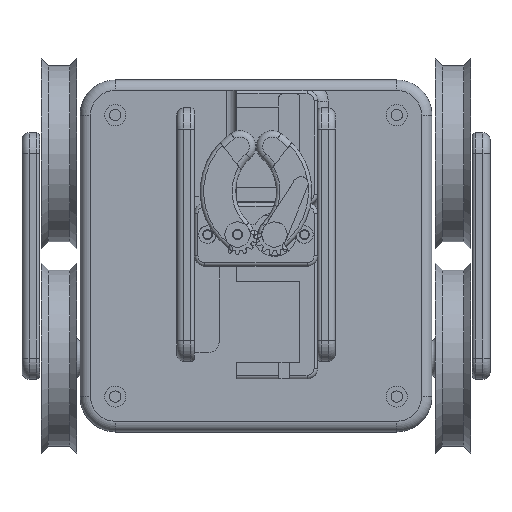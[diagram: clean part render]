
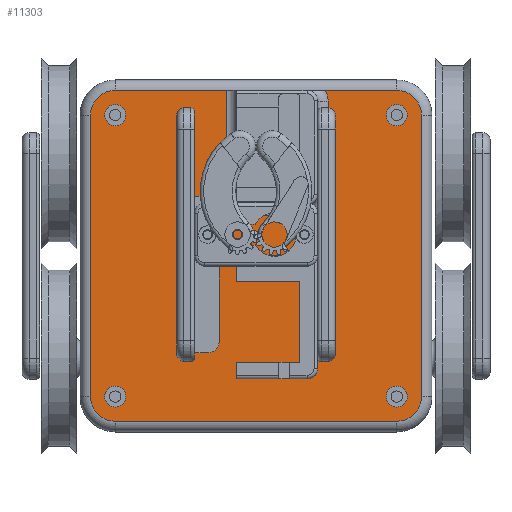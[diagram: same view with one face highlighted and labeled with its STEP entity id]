
A CAD part, top view. The second image highlights one B-rep face of the part: STEP entity #11303.
In plain terms, the highlighted planar face has unit normal (0, 0, 1).
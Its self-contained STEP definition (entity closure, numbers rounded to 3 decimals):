
#366=FACE_BOUND('',#1792,.T.);
#367=FACE_BOUND('',#1793,.T.);
#368=FACE_BOUND('',#1794,.T.);
#369=FACE_BOUND('',#1795,.T.);
#370=FACE_BOUND('',#1796,.T.);
#535=PLANE('',#12457);
#1052=FACE_OUTER_BOUND('',#1791,.T.);
#1791=EDGE_LOOP('',(#8619,#8620,#8621,#8622,#8623,#8624,#8625,#8626,#8627,
#8628,#8629,#8630,#8631,#8632));
#1792=EDGE_LOOP('',(#8633,#8634,#8635,#8636,#8637,#8638,#8639,#8640));
#1793=EDGE_LOOP('',(#8641));
#1794=EDGE_LOOP('',(#8642));
#1795=EDGE_LOOP('',(#8643));
#1796=EDGE_LOOP('',(#8644));
#2538=LINE('',#18112,#3346);
#2542=LINE('',#18120,#3350);
#2574=LINE('',#18222,#3382);
#2611=LINE('',#18331,#3419);
#2613=LINE('',#18337,#3421);
#2615=LINE('',#18340,#3423);
#2629=LINE('',#18414,#3437);
#2632=LINE('',#18422,#3440);
#2635=LINE('',#18430,#3443);
#2638=LINE('',#18438,#3446);
#2640=LINE('',#18444,#3448);
#2643=LINE('',#18452,#3451);
#3346=VECTOR('',#14434,10.);
#3350=VECTOR('',#14442,10.);
#3382=VECTOR('',#14540,10.);
#3419=VECTOR('',#14661,10.);
#3421=VECTOR('',#14669,10.);
#3423=VECTOR('',#14671,10.);
#3437=VECTOR('',#14753,10.);
#3440=VECTOR('',#14762,10.);
#3443=VECTOR('',#14771,10.);
#3446=VECTOR('',#14780,10.);
#3448=VECTOR('',#14788,10.);
#3451=VECTOR('',#14797,10.);
#4083=CIRCLE('',#12322,6.);
#4087=CIRCLE('',#12330,6.);
#4117=CIRCLE('',#12401,7.);
#4118=CIRCLE('',#12404,7.);
#4135=CIRCLE('',#12432,3.);
#4136=CIRCLE('',#12434,3.);
#4137=CIRCLE('',#12436,3.);
#4138=CIRCLE('',#12438,3.);
#4139=CIRCLE('',#12441,3.);
#4140=CIRCLE('',#12444,6.);
#4141=CIRCLE('',#12447,6.);
#4142=CIRCLE('',#12450,3.);
#4143=CIRCLE('',#12453,7.);
#4144=CIRCLE('',#12456,7.);
#4937=VERTEX_POINT('',#18103);
#4938=VERTEX_POINT('',#18105);
#4940=VERTEX_POINT('',#18110);
#4941=VERTEX_POINT('',#18115);
#4943=VERTEX_POINT('',#18122);
#4969=VERTEX_POINT('',#18220);
#4997=VERTEX_POINT('',#18323);
#4998=VERTEX_POINT('',#18325);
#4999=VERTEX_POINT('',#18329);
#5000=VERTEX_POINT('',#18333);
#5001=VERTEX_POINT('',#18338);
#5022=VERTEX_POINT('',#18395);
#5023=VERTEX_POINT('',#18399);
#5024=VERTEX_POINT('',#18403);
#5025=VERTEX_POINT('',#18407);
#5026=VERTEX_POINT('',#18411);
#5027=VERTEX_POINT('',#18413);
#5028=VERTEX_POINT('',#18417);
#5029=VERTEX_POINT('',#18421);
#5030=VERTEX_POINT('',#18425);
#5031=VERTEX_POINT('',#18429);
#5032=VERTEX_POINT('',#18433);
#5033=VERTEX_POINT('',#18437);
#5034=VERTEX_POINT('',#18443);
#5035=VERTEX_POINT('',#18447);
#5036=VERTEX_POINT('',#18451);
#6159=EDGE_CURVE('',#4937,#4938,#4083,.T.);
#6162=EDGE_CURVE('',#4940,#4937,#2538,.T.);
#6167=EDGE_CURVE('',#4938,#4941,#2542,.T.);
#6170=EDGE_CURVE('',#4941,#4943,#4087,.T.);
#6215=EDGE_CURVE('',#4969,#4940,#2574,.T.);
#6266=EDGE_CURVE('',#4998,#4997,#4117,.T.);
#6269=EDGE_CURVE('',#4997,#4999,#2611,.T.);
#6271=EDGE_CURVE('',#4999,#5000,#4118,.T.);
#6272=EDGE_CURVE('',#5000,#4943,#2613,.T.);
#6274=EDGE_CURVE('',#4969,#5001,#2615,.T.);
#6299=EDGE_CURVE('',#5022,#5022,#4135,.T.);
#6301=EDGE_CURVE('',#5023,#5023,#4136,.T.);
#6303=EDGE_CURVE('',#5024,#5024,#4137,.T.);
#6305=EDGE_CURVE('',#5025,#5025,#4138,.T.);
#6308=EDGE_CURVE('',#5027,#5026,#2629,.T.);
#6310=EDGE_CURVE('',#5028,#5027,#4139,.T.);
#6312=EDGE_CURVE('',#5029,#5028,#2632,.T.);
#6314=EDGE_CURVE('',#5030,#5029,#4140,.T.);
#6316=EDGE_CURVE('',#5031,#5030,#2635,.T.);
#6318=EDGE_CURVE('',#5032,#5031,#4141,.T.);
#6320=EDGE_CURVE('',#5033,#5032,#2638,.T.);
#6322=EDGE_CURVE('',#5026,#5033,#4142,.T.);
#6323=EDGE_CURVE('',#5034,#4998,#2640,.T.);
#6325=EDGE_CURVE('',#5035,#5034,#4143,.T.);
#6327=EDGE_CURVE('',#5036,#5035,#2643,.T.);
#6329=EDGE_CURVE('',#5001,#5036,#4144,.T.);
#8619=ORIENTED_EDGE('',*,*,#6215,.F.);
#8620=ORIENTED_EDGE('',*,*,#6274,.T.);
#8621=ORIENTED_EDGE('',*,*,#6329,.T.);
#8622=ORIENTED_EDGE('',*,*,#6327,.T.);
#8623=ORIENTED_EDGE('',*,*,#6325,.T.);
#8624=ORIENTED_EDGE('',*,*,#6323,.T.);
#8625=ORIENTED_EDGE('',*,*,#6266,.T.);
#8626=ORIENTED_EDGE('',*,*,#6269,.T.);
#8627=ORIENTED_EDGE('',*,*,#6271,.T.);
#8628=ORIENTED_EDGE('',*,*,#6272,.T.);
#8629=ORIENTED_EDGE('',*,*,#6170,.F.);
#8630=ORIENTED_EDGE('',*,*,#6167,.F.);
#8631=ORIENTED_EDGE('',*,*,#6159,.F.);
#8632=ORIENTED_EDGE('',*,*,#6162,.F.);
#8633=ORIENTED_EDGE('',*,*,#6322,.T.);
#8634=ORIENTED_EDGE('',*,*,#6320,.T.);
#8635=ORIENTED_EDGE('',*,*,#6318,.T.);
#8636=ORIENTED_EDGE('',*,*,#6316,.T.);
#8637=ORIENTED_EDGE('',*,*,#6314,.T.);
#8638=ORIENTED_EDGE('',*,*,#6312,.T.);
#8639=ORIENTED_EDGE('',*,*,#6310,.T.);
#8640=ORIENTED_EDGE('',*,*,#6308,.T.);
#8641=ORIENTED_EDGE('',*,*,#6305,.T.);
#8642=ORIENTED_EDGE('',*,*,#6303,.T.);
#8643=ORIENTED_EDGE('',*,*,#6301,.T.);
#8644=ORIENTED_EDGE('',*,*,#6299,.T.);
#11303=ADVANCED_FACE('',(#1052,#366,#367,#368,#369,#370),#535,.T.);
#12322=AXIS2_PLACEMENT_3D('',#18106,#14426,#14427);
#12330=AXIS2_PLACEMENT_3D('',#18135,#14447,#14448);
#12401=AXIS2_PLACEMENT_3D('',#18326,#14655,#14656);
#12404=AXIS2_PLACEMENT_3D('',#18335,#14665,#14666);
#12432=AXIS2_PLACEMENT_3D('',#18396,#14732,#14733);
#12434=AXIS2_PLACEMENT_3D('',#18400,#14737,#14738);
#12436=AXIS2_PLACEMENT_3D('',#18404,#14742,#14743);
#12438=AXIS2_PLACEMENT_3D('',#18408,#14747,#14748);
#12441=AXIS2_PLACEMENT_3D('',#18418,#14757,#14758);
#12444=AXIS2_PLACEMENT_3D('',#18426,#14766,#14767);
#12447=AXIS2_PLACEMENT_3D('',#18434,#14775,#14776);
#12450=AXIS2_PLACEMENT_3D('',#18441,#14784,#14785);
#12453=AXIS2_PLACEMENT_3D('',#18448,#14792,#14793);
#12456=AXIS2_PLACEMENT_3D('',#18455,#14801,#14802);
#12457=AXIS2_PLACEMENT_3D('',#18456,#14803,#14804);
#14426=DIRECTION('center_axis',(0.,0.,1.));
#14427=DIRECTION('ref_axis',(0.707,-0.707,0.));
#14434=DIRECTION('',(1.,0.,0.));
#14442=DIRECTION('',(0.,1.,0.));
#14447=DIRECTION('center_axis',(0.,0.,1.));
#14448=DIRECTION('ref_axis',(0.707,0.707,0.));
#14540=DIRECTION('',(0.,-1.,0.));
#14655=DIRECTION('center_axis',(0.,0.,1.));
#14656=DIRECTION('ref_axis',(0.,-1.,0.));
#14661=DIRECTION('',(0.,1.,0.));
#14665=DIRECTION('center_axis',(0.,0.,1.));
#14666=DIRECTION('ref_axis',(1.,0.,0.));
#14669=DIRECTION('',(-1.,0.,0.));
#14671=DIRECTION('',(-1.,0.,0.));
#14732=DIRECTION('center_axis',(0.,0.,-1.));
#14733=DIRECTION('ref_axis',(-1.,0.,0.));
#14737=DIRECTION('center_axis',(0.,0.,-1.));
#14738=DIRECTION('ref_axis',(-1.,0.,0.));
#14742=DIRECTION('center_axis',(0.,0.,-1.));
#14743=DIRECTION('ref_axis',(-1.,0.,0.));
#14747=DIRECTION('center_axis',(0.,0.,-1.));
#14748=DIRECTION('ref_axis',(-1.,0.,0.));
#14753=DIRECTION('',(0.,-1.,0.));
#14757=DIRECTION('center_axis',(0.,0.,-1.));
#14758=DIRECTION('ref_axis',(1.,0.,0.));
#14762=DIRECTION('',(1.,0.,0.));
#14766=DIRECTION('center_axis',(0.,0.,-1.));
#14767=DIRECTION('ref_axis',(0.,1.,0.));
#14771=DIRECTION('',(0.,1.,0.));
#14775=DIRECTION('center_axis',(0.,0.,-1.));
#14776=DIRECTION('ref_axis',(-1.,0.,0.));
#14780=DIRECTION('',(-1.,0.,0.));
#14784=DIRECTION('center_axis',(0.,0.,-1.));
#14785=DIRECTION('ref_axis',(0.,-1.,0.));
#14788=DIRECTION('',(1.,0.,0.));
#14792=DIRECTION('center_axis',(0.,0.,1.));
#14793=DIRECTION('ref_axis',(-1.,0.,0.));
#14797=DIRECTION('',(0.,-1.,0.));
#14801=DIRECTION('center_axis',(0.,0.,1.));
#14802=DIRECTION('ref_axis',(0.,1.,0.));
#14803=DIRECTION('center_axis',(0.,0.,1.));
#14804=DIRECTION('ref_axis',(-1.,0.,0.));
#18103=CARTESIAN_POINT('',(14.5,11.5,40.));
#18105=CARTESIAN_POINT('',(20.5,17.5,40.));
#18106=CARTESIAN_POINT('Origin',(14.5,17.5,40.));
#18110=CARTESIAN_POINT('',(-8.5,11.5,40.));
#18112=CARTESIAN_POINT('',(8.75,11.5,40.));
#18115=CARTESIAN_POINT('',(20.5,44.,40.));
#18120=CARTESIAN_POINT('',(20.5,15.375,40.));
#18122=CARTESIAN_POINT('',(19.696,47.,40.));
#18135=CARTESIAN_POINT('Origin',(14.5,44.,40.));
#18220=CARTESIAN_POINT('',(-8.5,47.,40.));
#18222=CARTESIAN_POINT('',(-8.5,15.375,40.));
#18323=CARTESIAN_POINT('',(47.,-40.,40.));
#18325=CARTESIAN_POINT('',(40.,-47.,40.));
#18326=CARTESIAN_POINT('Origin',(40.,-40.,40.));
#18329=CARTESIAN_POINT('',(47.,40.,40.));
#18331=CARTESIAN_POINT('',(47.,40.,40.));
#18333=CARTESIAN_POINT('',(40.,47.,40.));
#18335=CARTESIAN_POINT('Origin',(40.,40.,40.));
#18337=CARTESIAN_POINT('',(-40.,47.,40.));
#18338=CARTESIAN_POINT('',(-40.,47.,40.));
#18340=CARTESIAN_POINT('',(-40.,47.,40.));
#18395=CARTESIAN_POINT('',(-37.,-40.,40.));
#18396=CARTESIAN_POINT('Origin',(-40.,-40.,40.));
#18399=CARTESIAN_POINT('',(-37.,40.,40.));
#18400=CARTESIAN_POINT('Origin',(-40.,40.,40.));
#18403=CARTESIAN_POINT('',(43.,40.,40.));
#18404=CARTESIAN_POINT('Origin',(40.,40.,40.));
#18407=CARTESIAN_POINT('',(43.,-40.,40.));
#18408=CARTESIAN_POINT('Origin',(40.,-40.,40.));
#18411=CARTESIAN_POINT('',(-10.5,-24.5,40.));
#18413=CARTESIAN_POINT('',(-10.5,13.9,40.));
#18414=CARTESIAN_POINT('',(-10.5,13.9,40.));
#18417=CARTESIAN_POINT('',(-13.5,16.9,40.));
#18418=CARTESIAN_POINT('Origin',(-13.5,13.9,40.));
#18421=CARTESIAN_POINT('',(-16.2,16.9,40.));
#18422=CARTESIAN_POINT('',(-16.2,16.9,40.));
#18425=CARTESIAN_POINT('',(-22.2,10.9,40.));
#18426=CARTESIAN_POINT('Origin',(-16.2,10.9,40.));
#18429=CARTESIAN_POINT('',(-22.2,-21.5,40.));
#18430=CARTESIAN_POINT('',(-22.2,-21.5,40.));
#18433=CARTESIAN_POINT('',(-16.2,-27.5,40.));
#18434=CARTESIAN_POINT('Origin',(-16.2,-21.5,40.));
#18437=CARTESIAN_POINT('',(-13.5,-27.5,40.));
#18438=CARTESIAN_POINT('',(-13.5,-27.5,40.));
#18441=CARTESIAN_POINT('Origin',(-13.5,-24.5,40.));
#18443=CARTESIAN_POINT('',(-40.,-47.,40.));
#18444=CARTESIAN_POINT('',(40.,-47.,40.));
#18447=CARTESIAN_POINT('',(-47.,-40.,40.));
#18448=CARTESIAN_POINT('Origin',(-40.,-40.,40.));
#18451=CARTESIAN_POINT('',(-47.,40.,40.));
#18452=CARTESIAN_POINT('',(-47.,-40.,40.));
#18455=CARTESIAN_POINT('Origin',(-40.,40.,40.));
#18456=CARTESIAN_POINT('Origin',(0.,0.,
40.));
